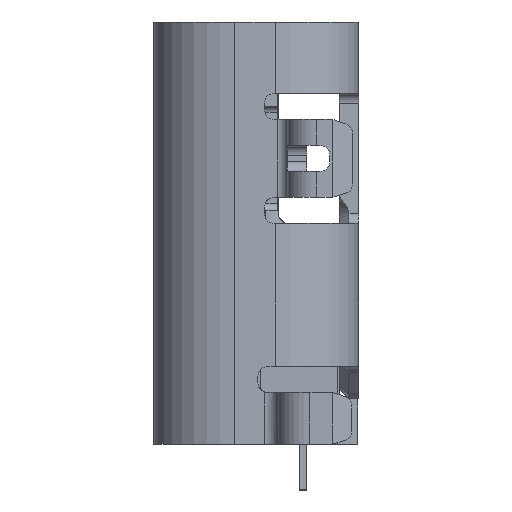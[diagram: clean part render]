
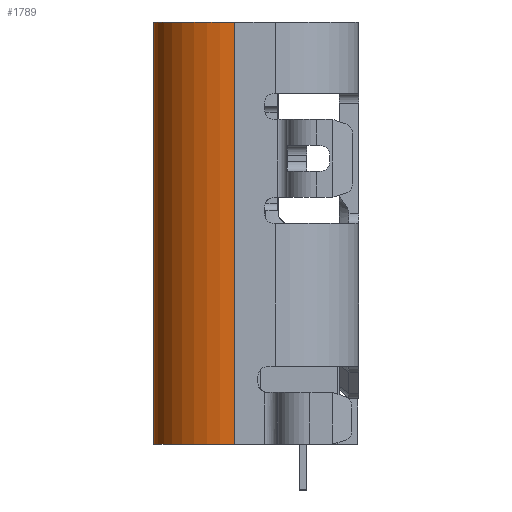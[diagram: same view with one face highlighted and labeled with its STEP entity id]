
A CAD part, left-side view. The second image highlights one B-rep face of the part: STEP entity #1789.
In plain terms, the highlighted cylindrical face has radius 1.25 mm (diameter 2.5 mm), a partial arc.
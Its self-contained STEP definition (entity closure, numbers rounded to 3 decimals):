
#1789=ADVANCED_FACE('NONE',(#4167),#4168,.T.);
#4167=FACE_OUTER_BOUND('',#6348,.T.);
#4168=CYLINDRICAL_SURFACE('',#6349,1.25);
#6348=EDGE_LOOP('',(#10927,#10928,#10929,#10930));
#6349=AXIS2_PLACEMENT_3D('',#10931,#10932,#10933);
#10927=ORIENTED_EDGE('',*,*,#16771,.T.);
#10928=ORIENTED_EDGE('',*,*,#16772,.T.);
#10929=ORIENTED_EDGE('',*,*,#16773,.T.);
#10930=ORIENTED_EDGE('',*,*,#16618,.T.);
#10931=CARTESIAN_POINT('',(-2.72,1.114,-6.5));
#10932=DIRECTION('',(0.0,0.0,-1.0));
#10933=DIRECTION('',(1.0,0.0,0.0));
#16618=EDGE_CURVE('NONE',#19555,#19553,#19556,.T.);
#16771=EDGE_CURVE('NONE',#19553,#19827,#19829,.T.);
#16772=EDGE_CURVE('NONE',#19827,#19830,#19831,.T.);
#16773=EDGE_CURVE('NONE',#19830,#19555,#19832,.T.);
#19553=VERTEX_POINT('NONE',#23631);
#19555=VERTEX_POINT('NONE',#23634);
#19556=LINE('',#23635,#23636);
#19827=VERTEX_POINT('NONE',#24052);
#19829=CIRCLE('',#24055,1.25);
#19830=VERTEX_POINT('NONE',#24056);
#19831=LINE('',#24057,#24058);
#19832=CIRCLE('',#24059,1.25);
#23631=CARTESIAN_POINT('',(-2.72,2.364,-6.5));
#23634=CARTESIAN_POINT('',(-2.72,2.364,0.));
#23635=CARTESIAN_POINT('',(-2.72,2.364,-6.5));
#23636=VECTOR('',#27890,1000.0);
#24052=CARTESIAN_POINT('',(-3.97,1.114,-6.5));
#24055=AXIS2_PLACEMENT_3D('',#28140,#28141,#28142);
#24056=CARTESIAN_POINT('',(-3.97,1.114,0.));
#24057=CARTESIAN_POINT('',(-3.97,1.114,-6.5));
#24058=VECTOR('',#28143,1000.0);
#24059=AXIS2_PLACEMENT_3D('',#28144,#28145,#28146);
#27890=DIRECTION('',(0.0,0.0,-1.0));
#28140=CARTESIAN_POINT('',(-2.72,1.114,-6.5));
#28141=DIRECTION('',(0.0,0.0,1.0));
#28142=DIRECTION('',(1.0,0.0,0.0));
#28143=DIRECTION('',(0.0,0.0,1.0));
#28144=CARTESIAN_POINT('',(-2.72,1.114,0.));
#28145=DIRECTION('',(0.0,0.0,-1.0));
#28146=DIRECTION('',(1.0,0.0,0.0));
